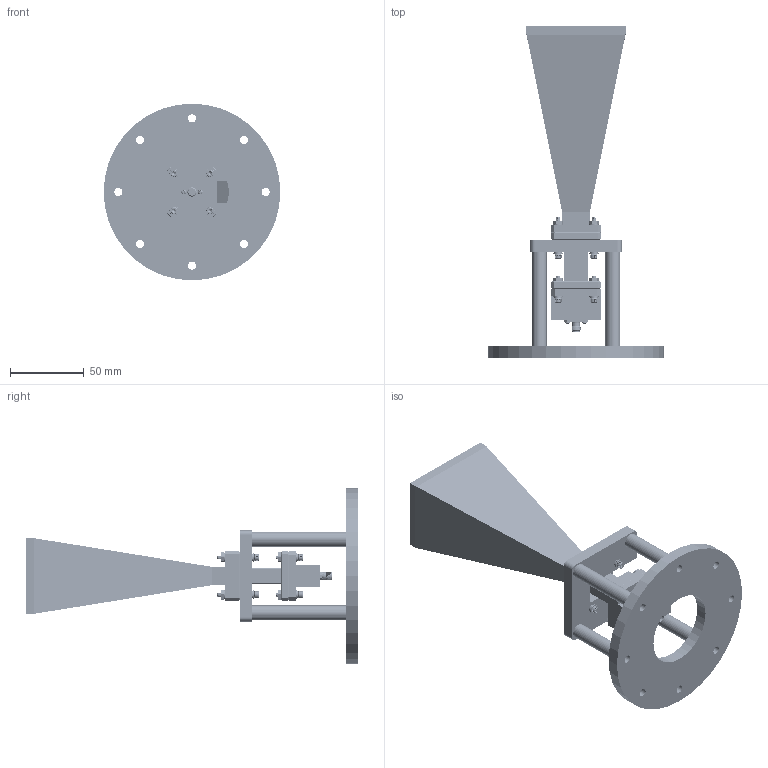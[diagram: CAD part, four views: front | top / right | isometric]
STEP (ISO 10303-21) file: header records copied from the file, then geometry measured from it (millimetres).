
FILE_DESCRIPTION (( 'STEP AP214' ), '1' );
FILE_NAME ('FM1WAN051-20ELSF_3D.step', '2024-03-07T00:22:13', ( '' ), ( '' ), 'SwSTEP 2.0', 'SolidWorks 2022', '' );
FILE_SCHEMA (( 'AUTOMOTIVE_DESIGN' ));
Length unit declared in the file: inch
Products named in the file (13): No.4 Lock Washer_1_COMPRESSED; 4-40 Nut_1_94150A335; FM1WAN051-20ELSF_3D; FMW51S001-1.5; FMWCA9879; Copy of PEWAN042-051-MNT_UPR PLT^FMWAN042-051-MNT; FMWAN051-20; Screw 4-40SH x 9_16_1; Copy of PEWAN042-051-MNT_STDF RND M4 FEM, 8OD X 64LG^FMWAN042-051-MNT; FMWAN042-051-MNT; No.4 Flat Washer_1_91166A230; Copy of PEWAN042-051-MNT_LWR PLT^FMWAN042-051-MNT; Screw 4-40SH x 9_16_2
Assembly tree (46 placements, depth 3):
  FM1WAN051-20ELSF_3D
    FMWAN051-20
    FMW51S001-1.5
    Screw 4-40SH x 9_16_1  x4
    No.4 Flat Washer_1_91166A230  x12
    No.4 Lock Washer_1_COMPRESSED  x8
    4-40 Nut_1_94150A335  x8
    FMWAN042-051-MNT
      Copy of PEWAN042-051-MNT_UPR PLT^FMWAN042-051-MNT
      Copy of PEWAN042-051-MNT_LWR PLT^FMWAN042-051-MNT
      Copy of PEWAN042-051-MNT_STDF RND M4 FEM, 8OD X 64LG^FMWAN042-051-MNT  x4
    FMWCA9879
    Screw 4-40SH x 9_16_2  x4
Bounding box: 120 x 225 x 120 mm (x, y, z)
Volume: 208818.2 mm3; surface area: 103778.5 mm2
Topology: 45 solids, 48 shells, 4780 faces, 13463 edges, 8793 vertices
Faces by surface type: plane 1587, cylinder 1494, cone 912, torus 730, bspline 55, sphere 2
Entity records: 68328 total; most frequent: CARTESIAN_POINT 33352, ORIENTED_EDGE 8022, DIRECTION 6198, EDGE_CURVE 4011, VERTEX_POINT 2623, AXIS2_PLACEMENT_3D 2392, EDGE_LOOP 1538, FACE_OUTER_BOUND 1436
